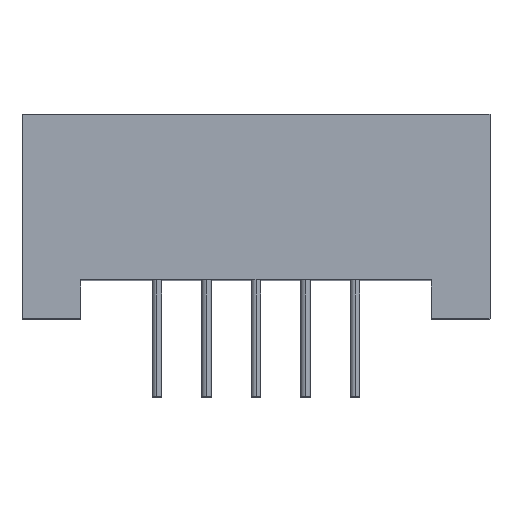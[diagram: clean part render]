
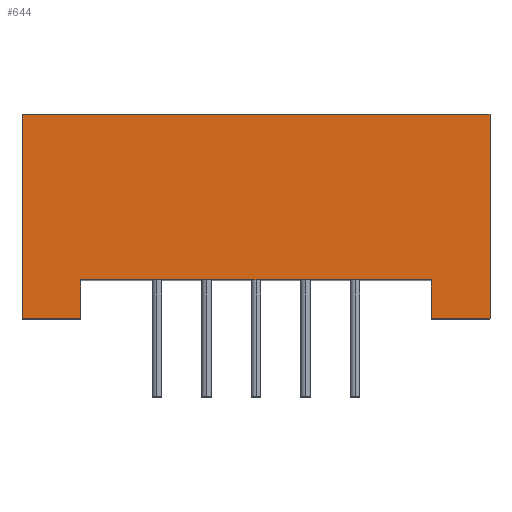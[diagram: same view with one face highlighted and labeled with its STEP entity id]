
A CAD part, top view. The second image highlights one B-rep face of the part: STEP entity #644.
In plain terms, the highlighted planar face has unit normal (0, 0, 1).
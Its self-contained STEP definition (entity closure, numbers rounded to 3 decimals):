
#12 = EDGE_CURVE ( 'NONE', #3237, #2140, #2317, .T. ) ;
#52 = EDGE_CURVE ( 'NONE', #2677, #3175, #1205, .T. ) ;
#275 = CARTESIAN_POINT ( 'NONE',  ( 12., -10.5, 17. ) ) ;
#447 = ORIENTED_EDGE ( 'NONE', *, *, #2749, .F. ) ;
#493 = CARTESIAN_POINT ( 'NONE',  ( -12., -10.5, 17. ) ) ;
#537 = VECTOR ( 'NONE', #924, 1000. ) ;
#586 = VECTOR ( 'NONE', #3567, 1000. ) ;
#614 = CARTESIAN_POINT ( 'NONE',  ( 12., -10.5, 17. ) ) ;
#644 = ADVANCED_FACE ( 'NONE', ( #1069 ), #1971, .T. ) ;
#678 = CARTESIAN_POINT ( 'NONE',  ( -12., -10.5, 17. ) ) ;
#853 = DIRECTION ( 'NONE',  ( 0., 1., 0. ) ) ;
#859 = VECTOR ( 'NONE', #2392, 1000. ) ;
#924 = DIRECTION ( 'NONE',  ( 1., 0., 0. ) ) ;
#941 = LINE ( 'NONE', #2597, #2839 ) ;
#1069 = FACE_OUTER_BOUND ( 'NONE', #1860, .T. ) ;
#1130 = CARTESIAN_POINT ( 'NONE',  ( -12., -10.5, 17. ) ) ;
#1162 = DIRECTION ( 'NONE',  ( 0., 1., 0. ) ) ;
#1183 = VECTOR ( 'NONE', #1162, 1000. ) ;
#1205 = LINE ( 'NONE', #2352, #2594 ) ;
#1235 = EDGE_CURVE ( 'NONE', #2140, #2298, #1954, .T. ) ;
#1244 = CARTESIAN_POINT ( 'NONE',  ( -12., 0., 17. ) ) ;
#1292 = ORIENTED_EDGE ( 'NONE', *, *, #1798, .T. ) ;
#1405 = DIRECTION ( 'NONE',  ( 0., 0., 1. ) ) ;
#1460 = EDGE_CURVE ( 'NONE', #1988, #2740, #941, .T. ) ;
#1610 = LINE ( 'NONE', #3324, #586 ) ;
#1624 = CARTESIAN_POINT ( 'NONE',  ( -9., -10.5, 17. ) ) ;
#1771 = CARTESIAN_POINT ( 'NONE',  ( -12., -10.5, 17. ) ) ;
#1798 = EDGE_CURVE ( 'NONE', #1988, #3037, #2471, .T. ) ;
#1802 = CARTESIAN_POINT ( 'NONE',  ( -9., -8.5, 17. ) ) ;
#1860 = EDGE_LOOP ( 'NONE', ( #1292, #3398, #3347, #447, #3158, #2353, #3161, #2212 ) ) ;
#1954 = LINE ( 'NONE', #614, #1183 ) ;
#1971 = PLANE ( 'NONE',  #2563 ) ;
#1988 = VERTEX_POINT ( 'NONE', #678 ) ;
#2069 = DIRECTION ( 'NONE',  ( 0., 1., 0. ) ) ;
#2081 = CARTESIAN_POINT ( 'NONE',  ( 12., 0., 17. ) ) ;
#2140 = VERTEX_POINT ( 'NONE', #275 ) ;
#2201 = DIRECTION ( 'NONE',  ( 1., 0., 0. ) ) ;
#2209 = CARTESIAN_POINT ( 'NONE',  ( 9., -10.5, 17. ) ) ;
#2212 = ORIENTED_EDGE ( 'NONE', *, *, #1460, .F. ) ;
#2255 = LINE ( 'NONE', #3373, #3518 ) ;
#2298 = VERTEX_POINT ( 'NONE', #2081 ) ;
#2317 = LINE ( 'NONE', #1771, #537 ) ;
#2336 = DIRECTION ( 'NONE',  ( 1., 0., 0. ) ) ;
#2352 = CARTESIAN_POINT ( 'NONE',  ( 0., -8.5, 17. ) ) ;
#2353 = ORIENTED_EDGE ( 'NONE', *, *, #1235, .T. ) ;
#2374 = LINE ( 'NONE', #2864, #859 ) ;
#2392 = DIRECTION ( 'NONE',  ( 0., 1., 0. ) ) ;
#2471 = LINE ( 'NONE', #493, #2843 ) ;
#2563 = AXIS2_PLACEMENT_3D ( 'NONE', #1130, #1405, #3048 ) ;
#2594 = VECTOR ( 'NONE', #2336, 1000. ) ;
#2597 = CARTESIAN_POINT ( 'NONE',  ( -12., -10.5, 17. ) ) ;
#2677 = VERTEX_POINT ( 'NONE', #1802 ) ;
#2740 = VERTEX_POINT ( 'NONE', #1244 ) ;
#2749 = EDGE_CURVE ( 'NONE', #3237, #3175, #2374, .T. ) ;
#2789 = CARTESIAN_POINT ( 'NONE',  ( 9., -8.5, 17. ) ) ;
#2839 = VECTOR ( 'NONE', #2069, 1000. ) ;
#2843 = VECTOR ( 'NONE', #2201, 1000. ) ;
#2864 = CARTESIAN_POINT ( 'NONE',  ( 9., 0., 17. ) ) ;
#2993 = EDGE_CURVE ( 'NONE', #2740, #2298, #1610, .T. ) ;
#3037 = VERTEX_POINT ( 'NONE', #1624 ) ;
#3048 = DIRECTION ( 'NONE',  ( 1., 0., 0. ) ) ;
#3158 = ORIENTED_EDGE ( 'NONE', *, *, #12, .T. ) ;
#3161 = ORIENTED_EDGE ( 'NONE', *, *, #2993, .F. ) ;
#3175 = VERTEX_POINT ( 'NONE', #2789 ) ;
#3237 = VERTEX_POINT ( 'NONE', #2209 ) ;
#3324 = CARTESIAN_POINT ( 'NONE',  ( -12., 0., 17. ) ) ;
#3347 = ORIENTED_EDGE ( 'NONE', *, *, #52, .T. ) ;
#3373 = CARTESIAN_POINT ( 'NONE',  ( -9., 0., 17. ) ) ;
#3398 = ORIENTED_EDGE ( 'NONE', *, *, #3554, .T. ) ;
#3518 = VECTOR ( 'NONE', #853, 1000. ) ;
#3554 = EDGE_CURVE ( 'NONE', #3037, #2677, #2255, .T. ) ;
#3567 = DIRECTION ( 'NONE',  ( 1., 0., 0. ) ) ;
